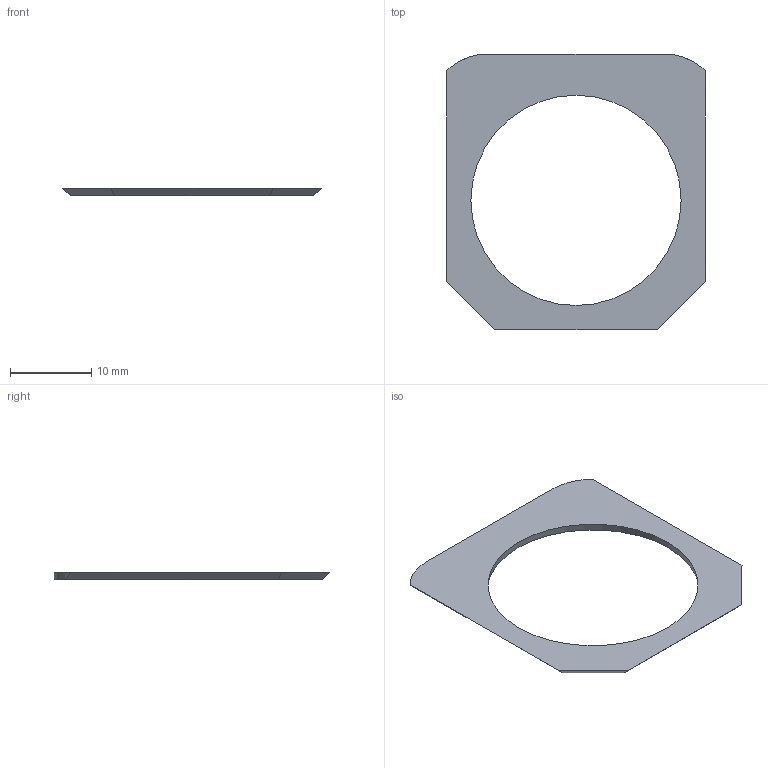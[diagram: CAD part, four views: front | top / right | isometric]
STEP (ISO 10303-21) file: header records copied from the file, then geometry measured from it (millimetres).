
FILE_DESCRIPTION(('FreeCAD Model'),'2;1');
FILE_NAME('Open CASCADE Shape Model','2025-01-11T21:19:34',(''),(''), 'Open CASCADE STEP processor 7.8','FreeCAD','Unknown');
FILE_SCHEMA(('AUTOMOTIVE_DESIGN { 1 0 10303 214 1 1 1 1 }'));
Length unit declared in the file: millimetre
Products named in the file (1): SlideBaseInner-Stacking
Bounding box: 31.76 x 33.82 x 0.94 mm (x, y, z)
Volume: 435.2 mm3; surface area: 1149.7 mm2
Topology: 1 solids, 1 shells, 11 faces, 27 edges, 18 vertices
Faces by surface type: bspline 5, plane 3, cylinder 2, cone 1
Entity records: 355 total; most frequent: CARTESIAN_POINT 86, ORIENTED_EDGE 54, DIRECTION 41, EDGE_CURVE 27, VERTEX_POINT 18, LINE 15, VECTOR 15, AXIS2_PLACEMENT_3D 13
